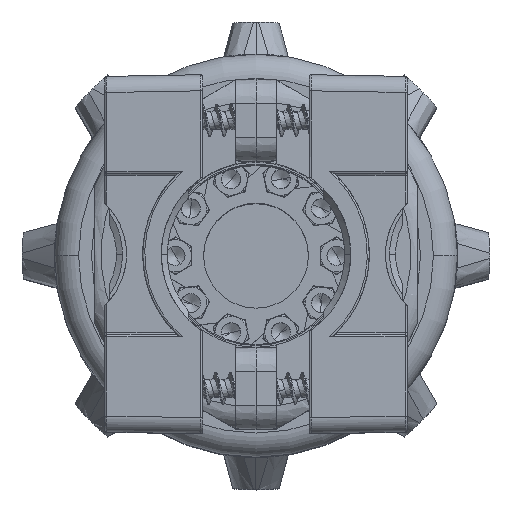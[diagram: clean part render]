
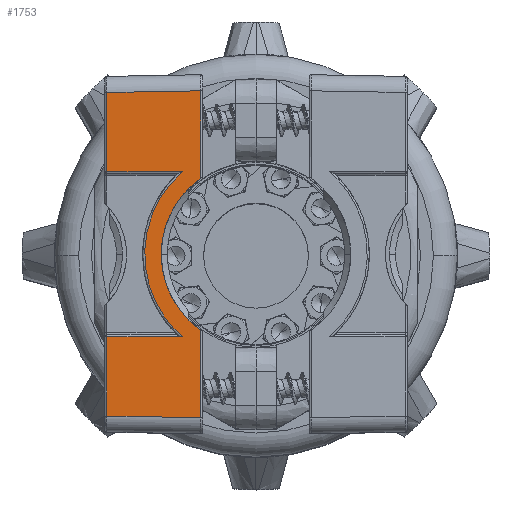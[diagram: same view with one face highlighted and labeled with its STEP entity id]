
A CAD part, top view. The second image highlights one B-rep face of the part: STEP entity #1753.
In plain terms, the highlighted planar face has unit normal (-0.018, 0, 1).
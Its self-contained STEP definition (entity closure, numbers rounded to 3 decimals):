
#1753=ADVANCED_FACE('',(#5681),#5682,.T.);
#5681=FACE_OUTER_BOUND('',#21498,.T.);
#5682=PLANE('',#21499);
#21498=EDGE_LOOP('',(#49283,#49284,#49285,#49286,#49287,#49288,#49289,#49290,#49291,#49292));
#21499=AXIS2_PLACEMENT_3D('',#49293,#49294,#49295);
#49283=ORIENTED_EDGE('',*,*,#57028,.F.);
#49284=ORIENTED_EDGE('',*,*,#57029,.F.);
#49285=ORIENTED_EDGE('',*,*,#57030,.T.);
#49286=ORIENTED_EDGE('',*,*,#57031,.T.);
#49287=ORIENTED_EDGE('',*,*,#57032,.T.);
#49288=ORIENTED_EDGE('',*,*,#57033,.F.);
#49289=ORIENTED_EDGE('',*,*,#57034,.T.);
#49290=ORIENTED_EDGE('',*,*,#57035,.F.);
#49291=ORIENTED_EDGE('',*,*,#57001,.F.);
#49292=ORIENTED_EDGE('',*,*,#56999,.F.);
#49293=CARTESIAN_POINT('',(-6.6,-23.882,36.65));
#49294=DIRECTION('',(-0.017,0.0,1.));
#49295=DIRECTION('',(0.0,1.0,0.0));
#56999=EDGE_CURVE('',#65731,#65733,#65734,.T.);
#57001=EDGE_CURVE('',#65733,#65736,#65737,.T.);
#57028=EDGE_CURVE('',#65777,#65731,#65779,.T.);
#57029=EDGE_CURVE('',#65780,#65777,#65781,.T.);
#57030=EDGE_CURVE('',#65780,#65782,#65783,.T.);
#57031=EDGE_CURVE('',#65782,#65784,#65785,.T.);
#57032=EDGE_CURVE('',#65784,#65786,#65787,.T.);
#57033=EDGE_CURVE('',#65788,#65786,#65789,.T.);
#57034=EDGE_CURVE('',#65788,#65790,#65791,.T.);
#57035=EDGE_CURVE('',#65736,#65790,#65792,.T.);
#65731=VERTEX_POINT('',#92862);
#65733=VERTEX_POINT('',#92864);
#65734=LINE('',#92865,#92866);
#65736=VERTEX_POINT('',#92877);
#65737=B_SPLINE_CURVE_WITH_KNOTS('',3,(#92878,#92879,#92880,#92881,#92882,#92883,#92884,#92885,#92886,#92887,#92888,#92889,#92890,#92891,#92892,#92893,#92894,#92895,#92896,#92897,#92898,#92899,#92900,#92901,#92902,#92903,#92904),.UNSPECIFIED.,.F.,.F.,(4,1,1,1,1,1,1,1,1,1,1,1,1,1,1,1,1,1,1,1,1,1,1,1,4),(0.0,0.016,0.031,0.063,0.094,0.125,0.156,0.188,0.25,0.313,0.375,0.438,0.5,0.563,0.625,0.688,0.75,0.813,0.844,0.875,0.906,0.938,0.969,0.984,1.0),.UNSPECIFIED.);
#65777=VERTEX_POINT('',#93033);
#65779=LINE('',#93048,#93049);
#65780=VERTEX_POINT('',#93050);
#65781=LINE('',#93051,#93052);
#65782=VERTEX_POINT('',#93053);
#65783=LINE('',#93054,#93055);
#65784=VERTEX_POINT('',#93056);
#65785=B_SPLINE_CURVE_WITH_KNOTS('',3,(#93057,#93058,#93059,#93060,#93061,#93062,#93063,#93064,#93065,#93066,#93067,#93068,#93069,#93070,#93071,#93072,#93073,#93074,#93075,#93076,#93077,#93078,#93079),.UNSPECIFIED.,.F.,.F.,(4,1,1,1,1,1,1,1,1,1,1,1,1,1,1,1,1,1,1,1,4),(0.0,0.05,0.1,0.15,0.2,0.25,0.3,0.35,0.4,0.45,0.5,0.55,0.6,0.65,0.7,0.75,0.8,0.85,0.9,0.95,1.0),.UNSPECIFIED.);
#65786=VERTEX_POINT('',#93080);
#65787=LINE('',#93081,#93082);
#65788=VERTEX_POINT('',#93083);
#65789=LINE('',#93084,#93085);
#65790=VERTEX_POINT('',#93086);
#65791=LINE('',#93087,#93088);
#65792=LINE('',#93089,#93090);
#92862=CARTESIAN_POINT('',(-6.854,20.271,36.646));
#92864=CARTESIAN_POINT('',(-6.854,9.414,36.646));
#92865=CARTESIAN_POINT('',(-6.854,20.271,36.646));
#92866=VECTOR('',#109426,10.856);
#92877=CARTESIAN_POINT('',(-6.854,-9.414,36.646));
#92878=CARTESIAN_POINT('',(-6.854,9.414,36.646));
#92879=CARTESIAN_POINT('',(-6.994,9.316,36.643));
#92880=CARTESIAN_POINT('',(-7.261,9.12,36.638));
#92881=CARTESIAN_POINT('',(-7.749,8.728,36.63));
#92882=CARTESIAN_POINT('',(-8.289,8.238,36.621));
#92883=CARTESIAN_POINT('',(-8.849,7.649,36.611));
#92884=CARTESIAN_POINT('',(-9.337,7.061,36.602));
#92885=CARTESIAN_POINT('',(-9.765,6.472,36.595));
#92886=CARTESIAN_POINT('',(-10.263,5.688,36.586));
#92887=CARTESIAN_POINT('',(-10.769,4.707,36.577));
#92888=CARTESIAN_POINT('',(-11.218,3.53,36.569));
#92889=CARTESIAN_POINT('',(-11.528,2.354,36.564));
#92890=CARTESIAN_POINT('',(-11.71,1.177,36.561));
#92891=CARTESIAN_POINT('',(-11.77,0.0,36.56));
#92892=CARTESIAN_POINT('',(-11.71,-1.177,36.561));
#92893=CARTESIAN_POINT('',(-11.528,-2.354,36.564));
#92894=CARTESIAN_POINT('',(-11.218,-3.53,36.569));
#92895=CARTESIAN_POINT('',(-10.769,-4.707,36.577));
#92896=CARTESIAN_POINT('',(-10.263,-5.688,36.586));
#92897=CARTESIAN_POINT('',(-9.765,-6.472,36.595));
#92898=CARTESIAN_POINT('',(-9.337,-7.061,36.602));
#92899=CARTESIAN_POINT('',(-8.849,-7.649,36.611));
#92900=CARTESIAN_POINT('',(-8.289,-8.238,36.621));
#92901=CARTESIAN_POINT('',(-7.749,-8.728,36.63));
#92902=CARTESIAN_POINT('',(-7.261,-9.12,36.638));
#92903=CARTESIAN_POINT('',(-6.994,-9.316,36.643));
#92904=CARTESIAN_POINT('',(-6.854,-9.414,36.646));
#93033=CARTESIAN_POINT('',(-18.504,20.068,36.442));
#93048=CARTESIAN_POINT('',(-18.504,20.068,36.442));
#93049=VECTOR('',#109464,11.654);
#93050=CARTESIAN_POINT('',(-18.504,10.25,36.442));
#93051=CARTESIAN_POINT('',(-18.504,10.25,36.442));
#93052=VECTOR('',#109465,9.818);
#93053=CARTESIAN_POINT('',(-9.117,10.25,36.606));
#93054=CARTESIAN_POINT('',(-18.504,10.25,36.442));
#93055=VECTOR('',#109466,9.389);
#93056=CARTESIAN_POINT('',(-9.117,-10.25,36.606));
#93057=CARTESIAN_POINT('',(-9.117,10.25,36.606));
#93058=CARTESIAN_POINT('',(-9.41,9.996,36.601));
#93059=CARTESIAN_POINT('',(-9.974,9.465,36.591));
#93060=CARTESIAN_POINT('',(-10.75,8.596,36.578));
#93061=CARTESIAN_POINT('',(-11.448,7.665,36.565));
#93062=CARTESIAN_POINT('',(-12.064,6.678,36.555));
#93063=CARTESIAN_POINT('',(-12.593,5.641,36.545));
#93064=CARTESIAN_POINT('',(-13.031,4.563,36.538));
#93065=CARTESIAN_POINT('',(-13.375,3.452,36.532));
#93066=CARTESIAN_POINT('',(-13.622,2.315,36.527));
#93067=CARTESIAN_POINT('',(-13.771,1.162,36.525));
#93068=CARTESIAN_POINT('',(-13.821,0.,36.524));
#93069=CARTESIAN_POINT('',(-13.771,-1.162,36.525));
#93070=CARTESIAN_POINT('',(-13.622,-2.315,36.527));
#93071=CARTESIAN_POINT('',(-13.375,-3.452,36.532));
#93072=CARTESIAN_POINT('',(-13.031,-4.563,36.538));
#93073=CARTESIAN_POINT('',(-12.593,-5.641,36.545));
#93074=CARTESIAN_POINT('',(-12.064,-6.678,36.555));
#93075=CARTESIAN_POINT('',(-11.448,-7.665,36.565));
#93076=CARTESIAN_POINT('',(-10.75,-8.596,36.578));
#93077=CARTESIAN_POINT('',(-9.974,-9.465,36.591));
#93078=CARTESIAN_POINT('',(-9.41,-9.996,36.601));
#93079=CARTESIAN_POINT('',(-9.117,-10.25,36.606));
#93080=CARTESIAN_POINT('',(-18.504,-10.25,36.442));
#93081=CARTESIAN_POINT('',(-9.117,-10.25,36.606));
#93082=VECTOR('',#109467,9.389);
#93083=CARTESIAN_POINT('',(-18.504,-20.068,36.442));
#93084=CARTESIAN_POINT('',(-18.504,-20.068,36.442));
#93085=VECTOR('',#109468,9.818);
#93086=CARTESIAN_POINT('',(-6.854,-20.271,36.646));
#93087=CARTESIAN_POINT('',(-18.504,-20.068,36.442));
#93088=VECTOR('',#109469,11.654);
#93089=CARTESIAN_POINT('',(-6.854,-9.414,36.646));
#93090=VECTOR('',#109470,10.856);
#109426=DIRECTION('',(0.,-1.0,0.));
#109464=DIRECTION('',(1.,0.017,0.017));
#109465=DIRECTION('',(0.,1.0,0.));
#109466=DIRECTION('',(1.,0.,0.017));
#109467=DIRECTION('',(-1.,0.,-0.017));
#109468=DIRECTION('',(0.,1.0,0.));
#109469=DIRECTION('',(1.,-0.017,0.017));
#109470=DIRECTION('',(0.,-1.0,0.));
